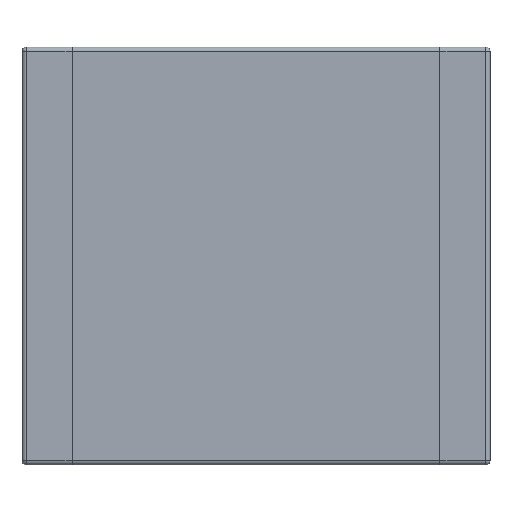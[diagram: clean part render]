
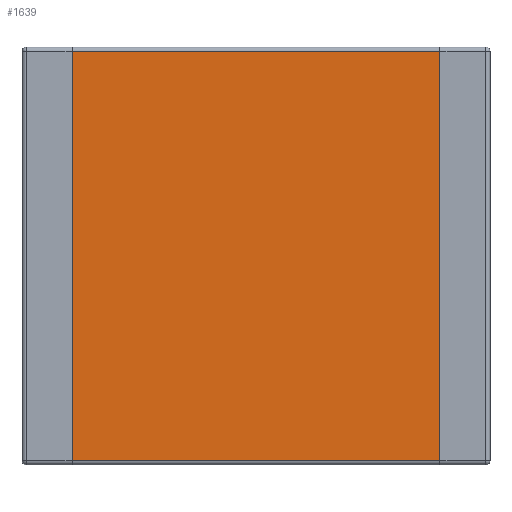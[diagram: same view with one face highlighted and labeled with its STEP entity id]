
A CAD part, front view. The second image highlights one B-rep face of the part: STEP entity #1639.
In plain terms, the highlighted planar face has unit normal (0, -1, 0).
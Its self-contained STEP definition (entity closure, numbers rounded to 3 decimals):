
#290 = CARTESIAN_POINT ( 'NONE',  ( -2.2, 0., -2.45 ) ) ;
#292 = DIRECTION ( 'NONE',  ( 0., 0., 1. ) ) ;
#293 = VECTOR ( 'NONE', #292, 1000. ) ;
#294 = CARTESIAN_POINT ( 'NONE',  ( -2.2, 0., -2.5 ) ) ;
#295 = LINE ( 'NONE', #294, #293 ) ;
#337 = AXIS2_PLACEMENT_3D ( 'NONE', #399, #398, #397 ) ;
#338 = PLANE ( 'NONE',  #337 ) ;
#353 = FACE_OUTER_BOUND ( 'NONE', #1635, .T. ) ;
#378 = DIRECTION ( 'NONE',  ( 1., 0., 0. ) ) ;
#379 = VECTOR ( 'NONE', #378, 1000. ) ;
#380 = CARTESIAN_POINT ( 'NONE',  ( 2.8, 0., -2.45 ) ) ;
#381 = LINE ( 'NONE', #380, #379 ) ;
#397 = DIRECTION ( 'NONE',  ( 0., 0., -1. ) ) ;
#398 = DIRECTION ( 'NONE',  ( 0., -1., 0. ) ) ;
#399 = CARTESIAN_POINT ( 'NONE',  ( 2.8, 0., -2.5 ) ) ;
#443 = DIRECTION ( 'NONE',  ( -1., 0., 0. ) ) ;
#444 = VECTOR ( 'NONE', #443, 1000. ) ;
#445 = CARTESIAN_POINT ( 'NONE',  ( -2.8, 0., 2.45 ) ) ;
#446 = LINE ( 'NONE', #445, #444 ) ;
#578 = VERTEX_POINT ( 'NONE', #1056 ) ;
#635 = EDGE_CURVE ( 'NONE', #578, #636, #1264, .T. ) ;
#636 = VERTEX_POINT ( 'NONE', #1260 ) ;
#650 = VERTEX_POINT ( 'NONE', #1283 ) ;
#833 = EDGE_CURVE ( 'NONE', #835, #650, #295, .T. ) ;
#835 = VERTEX_POINT ( 'NONE', #290 ) ;
#1056 = CARTESIAN_POINT ( 'NONE',  ( 2.2, 0., 2.45 ) ) ;
#1260 = CARTESIAN_POINT ( 'NONE',  ( 2.2, 0., -2.45 ) ) ;
#1261 = DIRECTION ( 'NONE',  ( 0., 0., -1. ) ) ;
#1262 = VECTOR ( 'NONE', #1261, 1000. ) ;
#1263 = CARTESIAN_POINT ( 'NONE',  ( 2.2, 0., -2.5 ) ) ;
#1264 = LINE ( 'NONE', #1263, #1262 ) ;
#1283 = CARTESIAN_POINT ( 'NONE',  ( -2.2, 0., 2.45 ) ) ;
#1635 = EDGE_LOOP ( 'NONE', ( #1677, #1648, #1642, #1656 ) ) ;
#1639 = ADVANCED_FACE ( 'NONE', ( #353 ), #338, .T. ) ;
#1642 = ORIENTED_EDGE ( 'NONE', *, *, #635, .F. ) ;
#1648 = ORIENTED_EDGE ( 'NONE', *, *, #1649, .T. ) ;
#1649 = EDGE_CURVE ( 'NONE', #835, #636, #381, .T. ) ;
#1655 = EDGE_CURVE ( 'NONE', #578, #650, #446, .T. ) ;
#1656 = ORIENTED_EDGE ( 'NONE', *, *, #1655, .T. ) ;
#1677 = ORIENTED_EDGE ( 'NONE', *, *, #833, .F. ) ;
